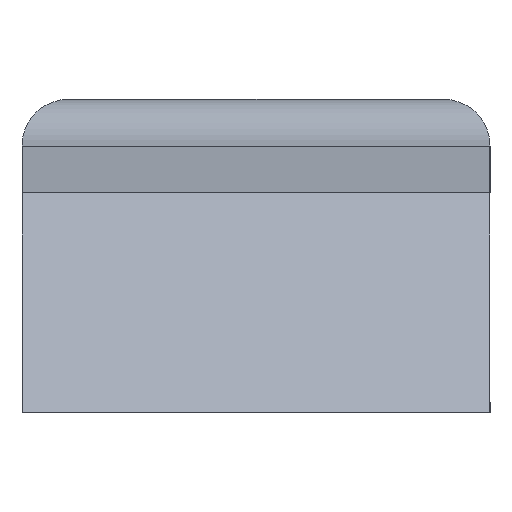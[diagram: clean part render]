
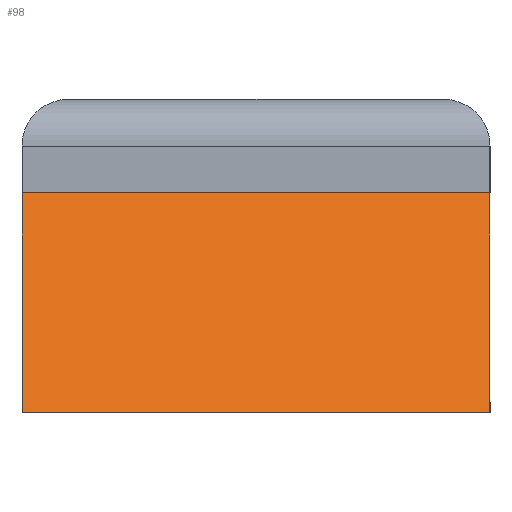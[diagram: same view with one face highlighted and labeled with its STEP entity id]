
A CAD part, left-side view. The second image highlights one B-rep face of the part: STEP entity #98.
In plain terms, the highlighted planar face has unit normal (-0.866, 0, 0.5).
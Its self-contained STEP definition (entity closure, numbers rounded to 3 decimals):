
#98=ADVANCED_FACE('',(#362),#364,.T.);
#362=FACE_BOUND('',#363,.T.);
#363=EDGE_LOOP('',(#577,#578,#579,#580));
#364=PLANE('',#365);
#365=AXIS2_PLACEMENT_3D('',#366,#367,#368);
#366=CARTESIAN_POINT('',(-34.286,0.,0.));
#367=DIRECTION('',(-0.866,0.,0.5));
#368=DIRECTION('',(-0.5,0.,-0.866));
#577=ORIENTED_EDGE('',*,*,#701,.T.);
#578=ORIENTED_EDGE('',*,*,#690,.T.);
#579=ORIENTED_EDGE('',*,*,#714,.T.);
#580=ORIENTED_EDGE('',*,*,#696,.F.);
#690=EDGE_CURVE('',#768,#766,#769,.T.);
#696=EDGE_CURVE('',#778,#780,#781,.T.);
#701=EDGE_CURVE('',#778,#768,#789,.F.);
#714=EDGE_CURVE('',#766,#780,#810,.T.);
#766=VERTEX_POINT('',#890);
#768=VERTEX_POINT('',#894);
#769=LINE('',#895,#896);
#778=VERTEX_POINT('',#914);
#780=VERTEX_POINT('',#918);
#781=LINE('',#919,#920);
#789=LINE('',#937,#938);
#810=LINE('',#988,#989);
#890=CARTESIAN_POINT('',(-37.,0.,-4.7));
#894=CARTESIAN_POINT('',(-34.286,0.,0.));
#895=CARTESIAN_POINT('',(-34.286,0.,0.));
#896=VECTOR('',#897,1.);
#897=DIRECTION('',(-0.5,0.,-0.866));
#914=CARTESIAN_POINT('',(-34.286,-10.,0.));
#918=CARTESIAN_POINT('',(-37.,-10.,-4.7));
#919=CARTESIAN_POINT('',(-34.286,-10.,0.));
#920=VECTOR('',#921,1.);
#921=DIRECTION('',(-0.5,0.,-0.866));
#937=CARTESIAN_POINT('',(-34.286,0.,0.));
#938=VECTOR('',#939,1.);
#939=DIRECTION('',(0.,-1.,0.));
#988=CARTESIAN_POINT('',(-37.,0.,-4.7));
#989=VECTOR('',#990,1.);
#990=DIRECTION('',(0.,-1.,0.));
